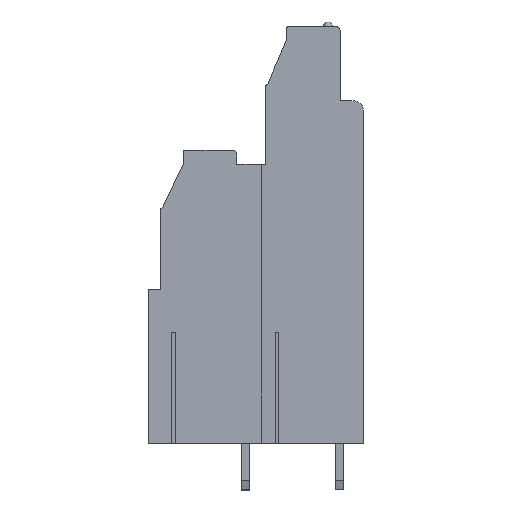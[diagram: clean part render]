
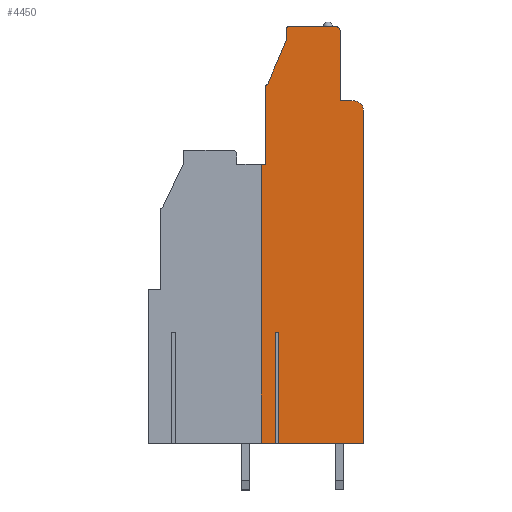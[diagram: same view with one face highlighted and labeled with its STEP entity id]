
A CAD part, top view. The second image highlights one B-rep face of the part: STEP entity #4450.
In plain terms, the highlighted planar face has unit normal (0, 0, 1).
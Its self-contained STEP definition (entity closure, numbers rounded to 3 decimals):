
#13=DIRECTION('',(1.,0.,0.));
#14=VECTOR('',#13,0.38);
#15=CARTESIAN_POINT('',(1.01,-18.05,17.78));
#16=LINE('',#15,#14);
#17=DIRECTION('',(0.,1.,0.));
#18=VECTOR('',#17,11.95);
#19=CARTESIAN_POINT('',(1.01,-30.,17.78));
#20=LINE('',#19,#18);
#21=DIRECTION('',(1.,0.,0.));
#22=VECTOR('',#21,1.51);
#23=CARTESIAN_POINT('',(-0.5,-30.,17.78));
#24=LINE('',#23,#22);
#25=DIRECTION('',(0.,1.,0.));
#26=VECTOR('',#25,30.);
#27=CARTESIAN_POINT('',(-0.5,-30.,17.78));
#28=LINE('',#27,#26);
#29=DIRECTION('',(-1.,0.,0.));
#30=VECTOR('',#29,0.5);
#31=CARTESIAN_POINT('',(0.,0.,17.78));
#32=LINE('',#31,#30);
#33=DIRECTION('',(0.,-1.,0.));
#34=VECTOR('',#33,8.4);
#35=CARTESIAN_POINT('',(0.,8.4,17.78));
#36=LINE('',#35,#34);
#37=CARTESIAN_POINT('',(0.2,8.4,17.78));
#38=DIRECTION('',(0.,0.,1.));
#39=DIRECTION('',(0.,1.,0.));
#40=AXIS2_PLACEMENT_3D('',#37,#38,#39);
#42=DIRECTION('',(-0.392,-0.92,0.));
#43=VECTOR('',#42,5.108);
#44=CARTESIAN_POINT('',(2.2,13.3,17.78));
#45=LINE('',#44,#43);
#46=DIRECTION('',(0.,-1.,0.));
#47=VECTOR('',#46,1.2);
#48=CARTESIAN_POINT('',(2.2,14.5,17.78));
#49=LINE('',#48,#47);
#50=CARTESIAN_POINT('',(2.5,14.5,17.78));
#51=DIRECTION('',(0.,0.,1.));
#52=DIRECTION('',(0.,1.,0.));
#53=AXIS2_PLACEMENT_3D('',#50,#51,#52);
#55=DIRECTION('',(-1.,0.,0.));
#56=VECTOR('',#55,5.);
#57=CARTESIAN_POINT('',(7.5,14.8,17.78));
#58=LINE('',#57,#56);
#59=CARTESIAN_POINT('',(7.5,14.3,17.78));
#60=DIRECTION('',(0.,0.,1.));
#61=DIRECTION('',(1.,0.,0.));
#62=AXIS2_PLACEMENT_3D('',#59,#60,#61);
#64=DIRECTION('',(0.,1.,0.));
#65=VECTOR('',#64,7.5);
#66=CARTESIAN_POINT('',(8.,6.8,17.78));
#67=LINE('',#66,#65);
#68=DIRECTION('',(-1.,0.,0.));
#69=VECTOR('',#68,1.5);
#70=CARTESIAN_POINT('',(9.5,6.8,17.78));
#71=LINE('',#70,#69);
#72=CARTESIAN_POINT('',(9.5,5.8,17.78));
#73=DIRECTION('',(0.,0.,1.));
#74=DIRECTION('',(1.,0.,0.));
#75=AXIS2_PLACEMENT_3D('',#72,#73,#74);
#77=DIRECTION('',(0.,1.,0.));
#78=VECTOR('',#77,35.8);
#79=CARTESIAN_POINT('',(10.5,-30.,17.78));
#80=LINE('',#79,#78);
#81=DIRECTION('',(1.,0.,0.));
#82=VECTOR('',#81,9.11);
#83=CARTESIAN_POINT('',(1.39,-30.,17.78));
#84=LINE('',#83,#82);
#85=DIRECTION('',(0.,1.,0.));
#86=VECTOR('',#85,11.95);
#87=CARTESIAN_POINT('',(1.39,-30.,17.78));
#88=LINE('',#87,#86);
#3391=CARTESIAN_POINT('',(10.5,-30.,17.78));
#3392=CARTESIAN_POINT('',(10.5,5.8,17.78));
#3393=VERTEX_POINT('',#3391);
#3394=VERTEX_POINT('',#3392);
#3395=CARTESIAN_POINT('',(9.5,6.8,17.78));
#3396=VERTEX_POINT('',#3395);
#3397=CARTESIAN_POINT('',(8.,6.8,17.78));
#3398=VERTEX_POINT('',#3397);
#3399=CARTESIAN_POINT('',(8.,14.3,17.78));
#3400=VERTEX_POINT('',#3399);
#3401=CARTESIAN_POINT('',(7.5,14.8,17.78));
#3402=VERTEX_POINT('',#3401);
#3403=CARTESIAN_POINT('',(2.5,14.8,17.78));
#3404=VERTEX_POINT('',#3403);
#3405=CARTESIAN_POINT('',(2.2,14.5,17.78));
#3406=VERTEX_POINT('',#3405);
#3407=CARTESIAN_POINT('',(2.2,13.3,17.78));
#3408=VERTEX_POINT('',#3407);
#3409=CARTESIAN_POINT('',(0.2,8.6,17.78));
#3410=VERTEX_POINT('',#3409);
#3411=CARTESIAN_POINT('',(0.,8.4,17.78));
#3412=VERTEX_POINT('',#3411);
#3413=CARTESIAN_POINT('',(0.,0.,17.78));
#3414=VERTEX_POINT('',#3413);
#3439=CARTESIAN_POINT('',(-0.5,-30.,17.78));
#3440=CARTESIAN_POINT('',(-0.5,0.,17.78));
#3441=VERTEX_POINT('',#3439);
#3442=VERTEX_POINT('',#3440);
#3523=CARTESIAN_POINT('',(1.01,-18.05,17.78));
#3524=CARTESIAN_POINT('',(1.39,-18.05,17.78));
#3525=VERTEX_POINT('',#3523);
#3526=VERTEX_POINT('',#3524);
#3527=CARTESIAN_POINT('',(1.01,-30.,17.78));
#3528=VERTEX_POINT('',#3527);
#3529=CARTESIAN_POINT('',(1.39,-30.,17.78));
#3530=VERTEX_POINT('',#3529);
#4407=CARTESIAN_POINT('',(0.,0.,17.78));
#4408=DIRECTION('',(0.,0.,1.));
#4409=DIRECTION('',(1.,0.,0.));
#4410=AXIS2_PLACEMENT_3D('',#4407,#4408,#4409);
#4411=PLANE('',#4410);
#4413=ORIENTED_EDGE('',*,*,#4412,.F.);
#4415=ORIENTED_EDGE('',*,*,#4414,.F.);
#4417=ORIENTED_EDGE('',*,*,#4416,.F.);
#4419=ORIENTED_EDGE('',*,*,#4418,.T.);
#4421=ORIENTED_EDGE('',*,*,#4420,.F.);
#4423=ORIENTED_EDGE('',*,*,#4422,.F.);
#4425=ORIENTED_EDGE('',*,*,#4424,.F.);
#4427=ORIENTED_EDGE('',*,*,#4426,.F.);
#4429=ORIENTED_EDGE('',*,*,#4428,.F.);
#4431=ORIENTED_EDGE('',*,*,#4430,.F.);
#4433=ORIENTED_EDGE('',*,*,#4432,.F.);
#4435=ORIENTED_EDGE('',*,*,#4434,.F.);
#4437=ORIENTED_EDGE('',*,*,#4436,.F.);
#4439=ORIENTED_EDGE('',*,*,#4438,.F.);
#4441=ORIENTED_EDGE('',*,*,#4440,.F.);
#4443=ORIENTED_EDGE('',*,*,#4442,.F.);
#4445=ORIENTED_EDGE('',*,*,#4444,.F.);
#4447=ORIENTED_EDGE('',*,*,#4446,.T.);
#4448=EDGE_LOOP('',(#4413,#4415,#4417,#4419,#4421,#4423,#4425,#4427,#4429,#4431,
#4433,#4435,#4437,#4439,#4441,#4443,#4445,#4447));
#4449=FACE_OUTER_BOUND('',#4448,.F.);
#41=CIRCLE('',#40,0.2);
#54=CIRCLE('',#53,0.3);
#63=CIRCLE('',#62,0.5);
#76=CIRCLE('',#75,1.);
#4412=EDGE_CURVE('',#3525,#3526,#16,.T.);
#4414=EDGE_CURVE('',#3528,#3525,#20,.T.);
#4416=EDGE_CURVE('',#3441,#3528,#24,.T.);
#4418=EDGE_CURVE('',#3441,#3442,#28,.T.);
#4420=EDGE_CURVE('',#3414,#3442,#32,.T.);
#4422=EDGE_CURVE('',#3412,#3414,#36,.T.);
#4424=EDGE_CURVE('',#3410,#3412,#41,.T.);
#4426=EDGE_CURVE('',#3408,#3410,#45,.T.);
#4428=EDGE_CURVE('',#3406,#3408,#49,.T.);
#4430=EDGE_CURVE('',#3404,#3406,#54,.T.);
#4432=EDGE_CURVE('',#3402,#3404,#58,.T.);
#4434=EDGE_CURVE('',#3400,#3402,#63,.T.);
#4436=EDGE_CURVE('',#3398,#3400,#67,.T.);
#4438=EDGE_CURVE('',#3396,#3398,#71,.T.);
#4440=EDGE_CURVE('',#3394,#3396,#76,.T.);
#4442=EDGE_CURVE('',#3393,#3394,#80,.T.);
#4444=EDGE_CURVE('',#3530,#3393,#84,.T.);
#4446=EDGE_CURVE('',#3530,#3526,#88,.T.);
#4450=ADVANCED_FACE('',(#4449),#4411,.T.);
